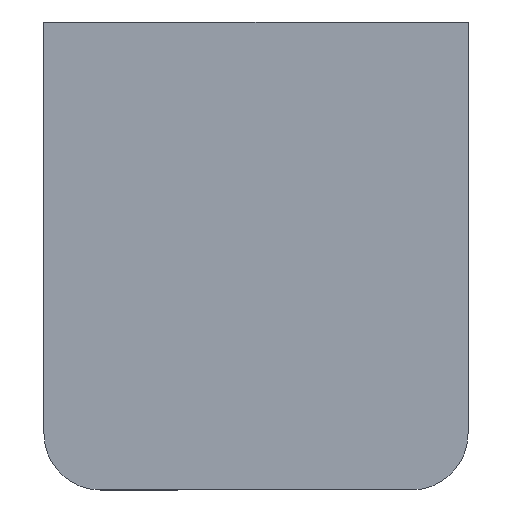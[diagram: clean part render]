
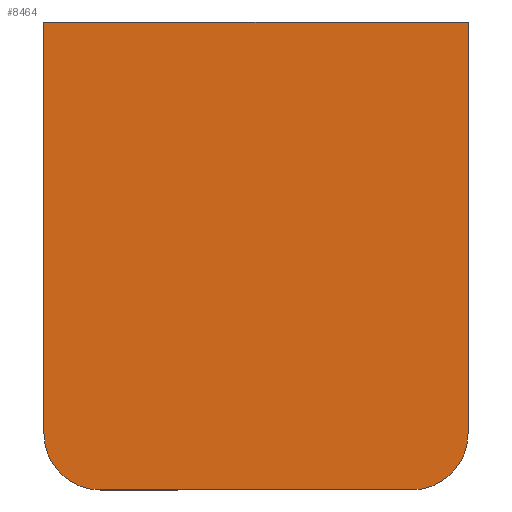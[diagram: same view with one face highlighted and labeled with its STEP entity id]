
A CAD part, left-side view. The second image highlights one B-rep face of the part: STEP entity #8464.
In plain terms, the highlighted face is planar.
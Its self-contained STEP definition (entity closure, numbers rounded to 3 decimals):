
#166 = CARTESIAN_POINT ( 'NONE',  ( -22.5, 0.6, 49.651 ) ) ;
#536 = VECTOR ( 'NONE', #13968, 1000. ) ;
#673 = VECTOR ( 'NONE', #7607, 1000. ) ;
#831 = PLANE ( 'NONE',  #9983 ) ;
#957 = ORIENTED_EDGE ( 'NONE', *, *, #10893, .F. ) ;
#1006 = ORIENTED_EDGE ( 'NONE', *, *, #10549, .F. ) ;
#1059 = ORIENTED_EDGE ( 'NONE', *, *, #5698, .F. ) ;
#1722 = DIRECTION ( 'NONE',  ( 0., 1., 0. ) ) ;
#1739 = DIRECTION ( 'NONE',  ( 0., 0., -1. ) ) ;
#1911 = DIRECTION ( 'NONE',  ( 0., 0., 1. ) ) ;
#2415 = ORIENTED_EDGE ( 'NONE', *, *, #11233, .T. ) ;
#3543 = DIRECTION ( 'NONE',  ( 0., 1., 0. ) ) ;
#4709 = CARTESIAN_POINT ( 'NONE',  ( -16.5, 0.6, 6. ) ) ;
#5185 = CARTESIAN_POINT ( 'NONE',  ( -22.5, 0.6, 6. ) ) ;
#5313 = FACE_OUTER_BOUND ( 'NONE', #16711, .T. ) ;
#5698 = EDGE_CURVE ( 'NONE', #6359, #9908, #14868, .T. ) ;
#6359 = VERTEX_POINT ( 'NONE', #18206 ) ;
#6434 = CARTESIAN_POINT ( 'NONE',  ( -16.5, 0.6, 0. ) ) ;
#6916 = CARTESIAN_POINT ( 'NONE',  ( -22.5, 0.6, 6. ) ) ;
#7067 = CARTESIAN_POINT ( 'NONE',  ( -16.5, 0.6, 6. ) ) ;
#7311 = DIRECTION ( 'NONE',  ( 0., 0., -1. ) ) ;
#7316 = VECTOR ( 'NONE', #7311, 1000. ) ;
#7395 = CIRCLE ( 'NONE', #13656, 6. ) ;
#7467 = CARTESIAN_POINT ( 'NONE',  ( 22.5, 0.6, 6. ) ) ;
#7607 = DIRECTION ( 'NONE',  ( -1., 0., 0. ) ) ;
#7824 = LINE ( 'NONE', #13507, #536 ) ;
#8464 = ADVANCED_FACE ( 'NONE', ( #5313 ), #831, .F. ) ;
#8567 = VERTEX_POINT ( 'NONE', #166 ) ;
#8814 = EDGE_CURVE ( 'NONE', #13688, #6359, #9117, .T. ) ;
#9117 = CIRCLE ( 'NONE', #14162, 6. ) ;
#9908 = VERTEX_POINT ( 'NONE', #6434 ) ;
#9983 = AXIS2_PLACEMENT_3D ( 'NONE', #7067, #13705, #11008 ) ;
#10549 = EDGE_CURVE ( 'NONE', #11975, #13688, #14116, .T. ) ;
#10893 = EDGE_CURVE ( 'NONE', #17897, #8567, #14090, .T. ) ;
#11008 = DIRECTION ( 'NONE',  ( 0., 0., 1. ) ) ;
#11233 = EDGE_CURVE ( 'NONE', #11975, #8567, #7824, .T. ) ;
#11620 = CARTESIAN_POINT ( 'NONE',  ( -16.5, 0.6, 0. ) ) ;
#11975 = VERTEX_POINT ( 'NONE', #15983 ) ;
#12036 = ORIENTED_EDGE ( 'NONE', *, *, #8814, .F. ) ;
#12710 = CARTESIAN_POINT ( 'NONE',  ( 22.5, 0.6, 6. ) ) ;
#13507 = CARTESIAN_POINT ( 'NONE',  ( 22.5, 0.6, 49.651 ) ) ;
#13656 = AXIS2_PLACEMENT_3D ( 'NONE', #4709, #1722, #1911 ) ;
#13688 = VERTEX_POINT ( 'NONE', #7467 ) ;
#13705 = DIRECTION ( 'NONE',  ( 0., 1., 0. ) ) ;
#13968 = DIRECTION ( 'NONE',  ( -1., 0., 0. ) ) ;
#14090 = LINE ( 'NONE', #6916, #15272 ) ;
#14116 = LINE ( 'NONE', #12710, #7316 ) ;
#14162 = AXIS2_PLACEMENT_3D ( 'NONE', #16331, #3543, #1739 ) ;
#14608 = EDGE_CURVE ( 'NONE', #9908, #17897, #7395, .T. ) ;
#14868 = LINE ( 'NONE', #11620, #673 ) ;
#15272 = VECTOR ( 'NONE', #15484, 1000. ) ;
#15484 = DIRECTION ( 'NONE',  ( 0., 0., 1. ) ) ;
#15771 = ORIENTED_EDGE ( 'NONE', *, *, #14608, .F. ) ;
#15983 = CARTESIAN_POINT ( 'NONE',  ( 22.5, 0.6, 49.651 ) ) ;
#16331 = CARTESIAN_POINT ( 'NONE',  ( 16.5, 0.6, 6. ) ) ;
#16711 = EDGE_LOOP ( 'NONE', ( #1006, #2415, #957, #15771, #1059, #12036 ) ) ;
#17897 = VERTEX_POINT ( 'NONE', #5185 ) ;
#18206 = CARTESIAN_POINT ( 'NONE',  ( 16.5, 0.6, 0. ) ) ;
